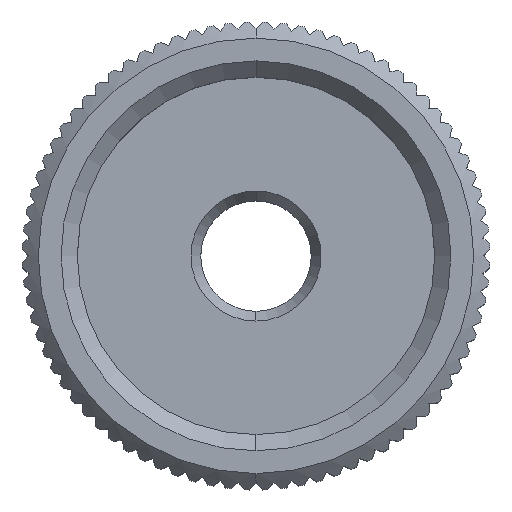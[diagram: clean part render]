
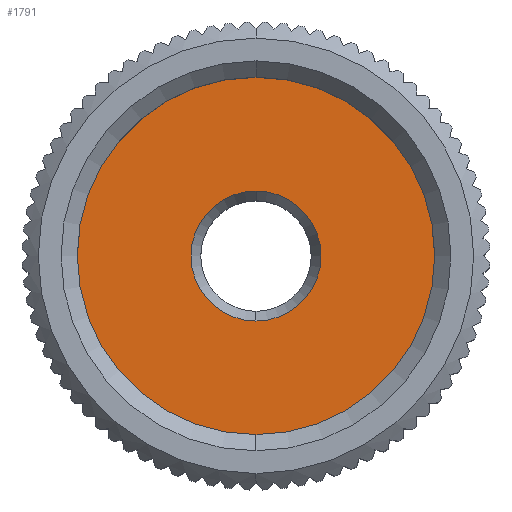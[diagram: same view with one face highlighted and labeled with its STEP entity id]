
A CAD part, top view. The second image highlights one B-rep face of the part: STEP entity #1791.
In plain terms, the highlighted planar face has unit normal (0, 0, 1).
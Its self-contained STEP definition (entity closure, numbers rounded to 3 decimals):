
#1589=EDGE_CURVE('',#1659,#2293,#4684,.T.);
#1659=VERTEX_POINT('',#4757);
#1791=ADVANCED_FACE('',(#4897,#4898),#4899,.T.);
#2293=VERTEX_POINT('',#5457);
#2501=EDGE_CURVE('',#2293,#1659,#5682,.T.);
#2847=EDGE_CURVE('',#4383,#4559,#6058,.T.);
#4383=VERTEX_POINT('',#7720);
#4559=VERTEX_POINT('',#7912);
#4631=EDGE_CURVE('',#4559,#4383,#7989,.T.);
#4684=CIRCLE('',#8062,13.75);
#4757=CARTESIAN_POINT('',(0.,13.75,12.0));
#4897=FACE_BOUND('',#8525,.T.);
#4898=FACE_OUTER_BOUND('',#8526,.T.);
#4899=PLANE('',#8527);
#5457=CARTESIAN_POINT('',(0.,-13.75,12.0));
#5682=CIRCLE('',#10228,13.75);
#6058=CIRCLE('',#11016,5.0);
#7720=CARTESIAN_POINT('',(0.,5.,12.0));
#7912=CARTESIAN_POINT('',(0.,-5.,12.0));
#7989=CIRCLE('',#15242,5.0);
#8062=AXIS2_PLACEMENT_3D('',#15293,#15294,#15295);
#8525=EDGE_LOOP('',(#15440,#15441));
#8526=EDGE_LOOP('',(#15442,#15443));
#8527=AXIS2_PLACEMENT_3D('',#15444,#15445,#15446);
#10228=AXIS2_PLACEMENT_3D('',#16302,#16303,#16304);
#11016=AXIS2_PLACEMENT_3D('',#16871,#16872,#16873);
#15242=AXIS2_PLACEMENT_3D('',#18650,#18651,#18652);
#15293=CARTESIAN_POINT('',(0.,0.,12.0));
#15294=DIRECTION('',(0.,0.,1.0));
#15295=DIRECTION('',(0.,-1.0,0.));
#15440=ORIENTED_EDGE('',*,*,#4631,.F.);
#15441=ORIENTED_EDGE('',*,*,#2847,.F.);
#15442=ORIENTED_EDGE('',*,*,#2501,.T.);
#15443=ORIENTED_EDGE('',*,*,#1589,.T.);
#15444=CARTESIAN_POINT('',(0.,-9.375,12.0));
#15445=DIRECTION('',(0.,0.,1.0));
#15446=DIRECTION('',(0.,-1.0,0.0));
#16302=CARTESIAN_POINT('',(0.,0.,12.0));
#16303=DIRECTION('',(0.,0.,1.0));
#16304=DIRECTION('',(0.,-1.0,0.));
#16871=CARTESIAN_POINT('',(0.,0.,12.0));
#16872=DIRECTION('',(0.,0.,1.0));
#16873=DIRECTION('',(0.,-1.0,0.));
#18650=CARTESIAN_POINT('',(0.,0.,12.0));
#18651=DIRECTION('',(0.,0.,1.0));
#18652=DIRECTION('',(0.,-1.0,0.));
